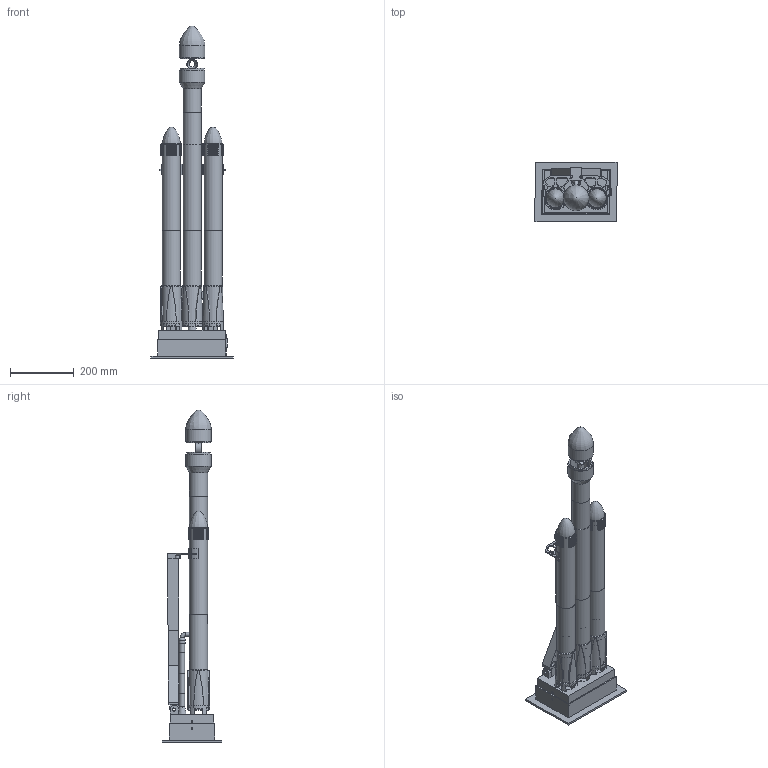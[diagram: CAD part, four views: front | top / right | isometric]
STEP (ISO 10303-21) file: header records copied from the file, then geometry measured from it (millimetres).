
FILE_DESCRIPTION(('FreeCAD Model'),'2;1');
FILE_NAME('Open CASCADE Shape Model','2025-04-27T13:23:38',('FreeCAD'),( 'FreeCAD'),'Open CASCADE STEP processor 7.6','FreeCAD','Unknown');
FILE_SCHEMA(('AUTOMOTIVE_DESIGN { 1 0 10303 214 1 1 1 1 }'));
Products named in the file (1): Open CASCADE STEP translator 7.6 1
Bounding box: 258.02 x 188.23 x 1044.22 mm (x, y, z)
Volume: 2991493.9 mm3; surface area: 1465068.9 mm2
Topology: 69 solids, 73 shells, 2997 faces, 8875 edges, 5900 vertices
Faces by surface type: plane 2502, cylinder 381, bspline 92, torus 17, cone 5
Full cylindrical faces by diameter (mm): 3.5 x2, 4 x4, 6 x6, 6.05 x1, 6.5 x16, 7 x1, 7.5 x2, 8 x4, 8.5 x4, 10.5 x8, 11.5 x7, 12 x9, 16 x5, 18 x10, 20 x2, 33 x1, 35 x3, 44 x2, 46 x1, 49 x3, 50 x11, 51.5 x3, 56.897 x10, 57 x3, 58 x3, 61 x3, 62 x2, 65.683 x1, 70 x2, 75 x2
Entity records: 112308 total; most frequent: CARTESIAN_POINT 26906, DIRECTION 18778, ORIENTED_EDGE 17734, EDGE_CURVE 8869, AXIS2_PLACEMENT_3D 7352, VERTEX_POINT 5900, LINE 4074, VECTOR 4074
